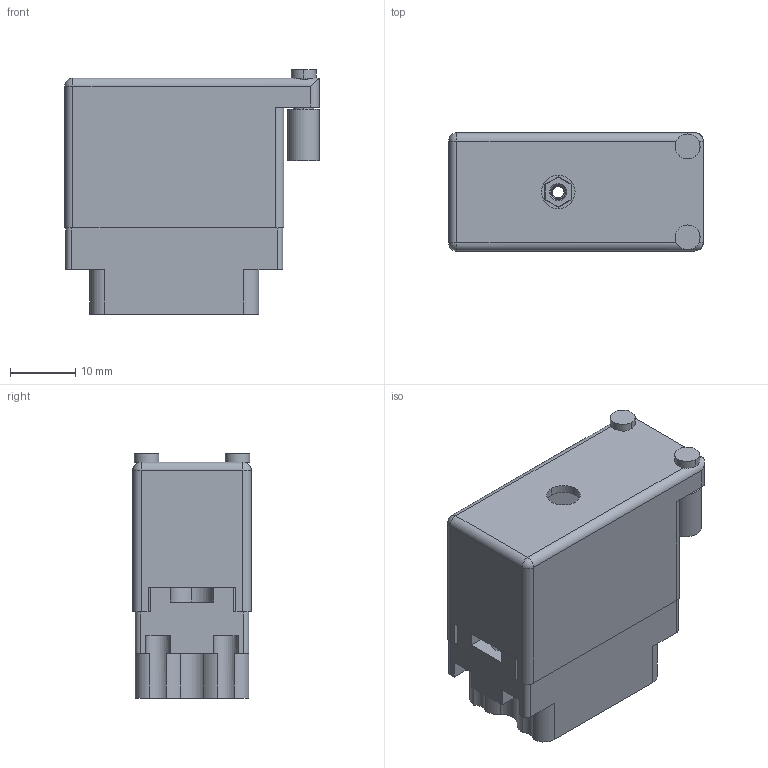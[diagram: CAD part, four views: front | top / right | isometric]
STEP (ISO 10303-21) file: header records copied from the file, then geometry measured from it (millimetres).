
FILE_DESCRIPTION (( 'STEP AP203' ), '1' );
FILE_NAME ('519-014-520-356.STEP', '2020-03-02T20:49:02', ( '' ), ( '' ), 'SwSTEP 2.0', 'SolidWorks 2016', '' );
FILE_SCHEMA (( 'CONFIG_CONTROL_DESIGN' ));
Length unit declared in the file: inch
Products named in the file (5): 519-014-520-356; 516-292-001_520 Contact; 519 Plug Insulator_014; 516-230-001_Metal - 020 Side Entry; 516-252-025-100_516-252-025-100
Assembly tree (17 placements, depth 2):
  519-014-520-356
    519 Plug Insulator_014
    516-292-001_520 Contact  x14
    516-252-025-100_516-252-025-100
    516-230-001_Metal - 020 Side Entry
Bounding box: 39.12 x 18.16 x 37.52 mm (x, y, z)
Volume: 9331.6 mm3; surface area: 14489.8 mm2
Topology: 17 solids, 17 shells, 1624 faces, 4685 edges, 3103 vertices
Faces by surface type: plane 961, cylinder 563, bspline 87, cone 11, sphere 2
Entity records: 26357 total; most frequent: CARTESIAN_POINT 7034, ORIENTED_EDGE 3958, DIRECTION 3808, EDGE_CURVE 1979, VECTOR 1358, LINE 1358, VERTEX_POINT 1309, AXIS2_PLACEMENT_3D 1225
